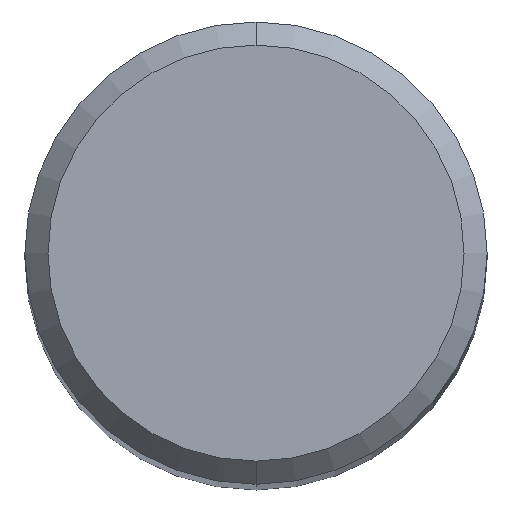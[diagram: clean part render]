
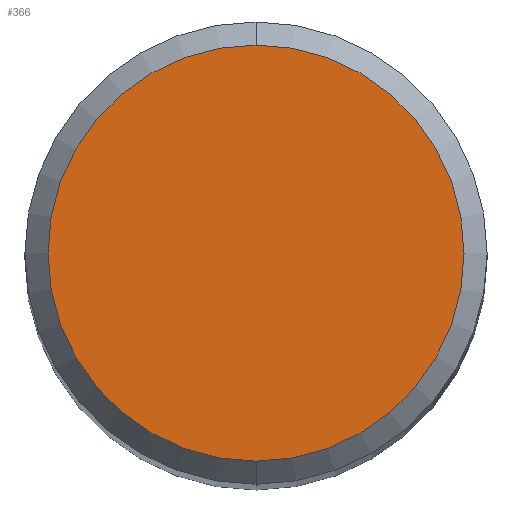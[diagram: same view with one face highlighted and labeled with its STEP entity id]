
A CAD part, top view. The second image highlights one B-rep face of the part: STEP entity #366.
In plain terms, the highlighted planar face has unit normal (0, 0, 1).
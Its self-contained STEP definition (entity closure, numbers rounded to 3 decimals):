
#366=ADVANCED_FACE('',(#687),#688,.T.);
#390=VERTEX_POINT('',#715);
#402=EDGE_CURVE('',#428,#390,#729,.T.);
#428=VERTEX_POINT('',#757);
#442=EDGE_CURVE('',#390,#428,#772,.T.);
#687=FACE_OUTER_BOUND('',#1236,.T.);
#688=PLANE('',#1237);
#715=CARTESIAN_POINT('',(0.,-3.6,0.0));
#729=CIRCLE('',#1317,3.6);
#757=CARTESIAN_POINT('',(0.0,3.6,0.0));
#772=CIRCLE('',#1413,3.6);
#1236=EDGE_LOOP('',(#1660,#1661));
#1237=AXIS2_PLACEMENT_3D('',#1662,#1663,#1664);
#1317=AXIS2_PLACEMENT_3D('',#1724,#1725,#1726);
#1413=AXIS2_PLACEMENT_3D('',#1764,#1765,#1766);
#1660=ORIENTED_EDGE('',*,*,#402,.F.);
#1661=ORIENTED_EDGE('',*,*,#442,.F.);
#1662=CARTESIAN_POINT('',(0.0,1.8,0.0));
#1663=DIRECTION('',(-0.0,0.0,1.0));
#1664=DIRECTION('',(0.0,-1.0,0.0));
#1724=CARTESIAN_POINT('',(0.0,0.0,0.0));
#1725=DIRECTION('',(0.0,0.0,-1.0));
#1726=DIRECTION('',(0.0,1.0,0.0));
#1764=CARTESIAN_POINT('',(0.0,0.0,0.0));
#1765=DIRECTION('',(0.0,0.0,-1.0));
#1766=DIRECTION('',(0.0,1.0,0.0));
